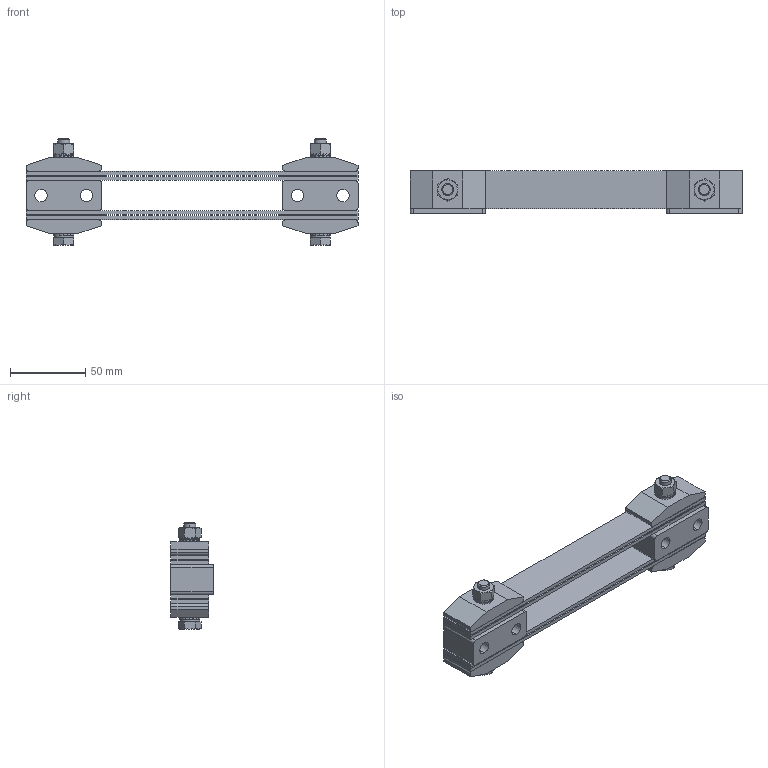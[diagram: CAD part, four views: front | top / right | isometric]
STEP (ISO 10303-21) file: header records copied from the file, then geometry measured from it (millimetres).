
FILE_DESCRIPTION (( 'STEP AP203' ), '1' );
FILE_NAME ('Blattfederkombination EA # 83315962.STEP', '2020-10-01T13:48:10', ( '' ), ( '' ), 'SwSTEP 2.0', 'SolidWorks 2015', '' );
FILE_SCHEMA (( 'CONFIG_CONTROL_DESIGN' ));
Length unit declared in the file: millimetre
Products named in the file (1): Blattfederkombination EA # 83315962
Bounding box: 220 x 28 x 70.3 mm (x, y, z)
Volume: 152522.7 mm3; surface area: 95744.8 mm2
Topology: 22 solids, 22 shells, 746 faces, 1900 edges, 1200 vertices
Faces by surface type: plane 594, cylinder 100, cone 48, torus 4
Entity records: 22419 total; most frequent: CARTESIAN_POINT 4687, ORIENTED_EDGE 3800, DIRECTION 3422, EDGE_CURVE 1900, LINE 1440, VECTOR 1440, VERTEX_POINT 1200, AXIS2_PLACEMENT_3D 991
